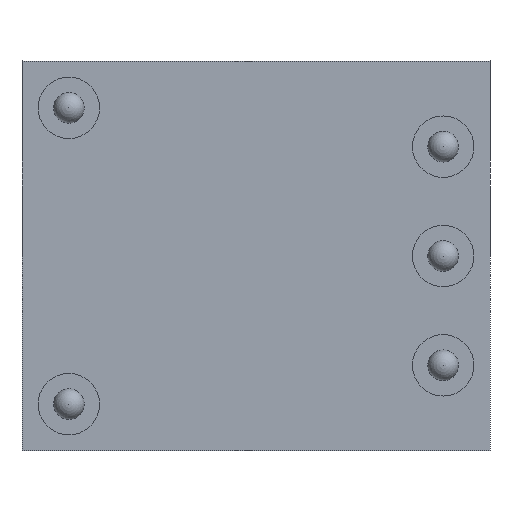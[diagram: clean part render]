
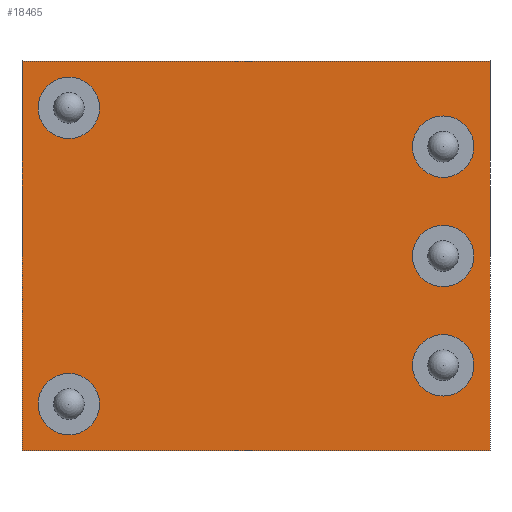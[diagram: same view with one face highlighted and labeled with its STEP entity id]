
A CAD part, front view. The second image highlights one B-rep face of the part: STEP entity #18465.
In plain terms, the highlighted planar face has unit normal (0, -1, 0).
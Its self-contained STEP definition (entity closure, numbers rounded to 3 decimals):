
#34 = CARTESIAN_POINT ( 'NONE',  ( 9.215, -1., 1. ) ) ;
#330 = EDGE_CURVE ( 'NONE', #10667, #11757, #15611, .T. ) ;
#649 = DIRECTION ( 'NONE',  ( 0., 0., -1. ) ) ;
#661 = AXIS2_PLACEMENT_3D ( 'NONE', #771, #11591, #2354 ) ;
#771 = CARTESIAN_POINT ( 'NONE',  ( 9.215, -1., 3.56 ) ) ;
#779 = VECTOR ( 'NONE', #6690, 1000. ) ;
#1036 = CARTESIAN_POINT ( 'NONE',  ( 9.215, -1., -3.56 ) ) ;
#1044 = FACE_BOUND ( 'NONE', #1320, .T. ) ;
#1058 = LINE ( 'NONE', #17623, #8820 ) ;
#1183 = EDGE_LOOP ( 'NONE', ( #3294, #17661 ) ) ;
#1320 = EDGE_LOOP ( 'NONE', ( #10306, #10995 ) ) ;
#1349 = DIRECTION ( 'NONE',  ( 0., 0., 1. ) ) ;
#1555 = CARTESIAN_POINT ( 'NONE',  ( 10.74, -1., -6.35 ) ) ;
#1660 = EDGE_LOOP ( 'NONE', ( #14296, #12296 ) ) ;
#1666 = EDGE_CURVE ( 'NONE', #5144, #14715, #8866, .T. ) ;
#1793 = AXIS2_PLACEMENT_3D ( 'NONE', #2341, #13134, #3894 ) ;
#1922 = AXIS2_PLACEMENT_3D ( 'NONE', #2292, #13085, #3850 ) ;
#2292 = CARTESIAN_POINT ( 'NONE',  ( 9.215, -1., 0. ) ) ;
#2341 = CARTESIAN_POINT ( 'NONE',  ( -2.975, -1., -4.825 ) ) ;
#2354 = DIRECTION ( 'NONE',  ( 0., 0., 1. ) ) ;
#2502 = DIRECTION ( 'NONE',  ( 0., -1., 0. ) ) ;
#2614 = DIRECTION ( 'NONE',  ( 0., 0., 1. ) ) ;
#2762 = CIRCLE ( 'NONE', #16812, 1. ) ;
#2806 = CARTESIAN_POINT ( 'NONE',  ( -4.5, -1., 6.35 ) ) ;
#2827 = CIRCLE ( 'NONE', #13128, 1. ) ;
#2947 = CARTESIAN_POINT ( 'NONE',  ( -2.975, -1., 5.825 ) ) ;
#3294 = ORIENTED_EDGE ( 'NONE', *, *, #16038, .F. ) ;
#3355 = DIRECTION ( 'NONE',  ( 0., -1., 0. ) ) ;
#3589 = EDGE_CURVE ( 'NONE', #6692, #5559, #12648, .T. ) ;
#3708 = EDGE_CURVE ( 'NONE', #14753, #6692, #19639, .T. ) ;
#3762 = EDGE_CURVE ( 'NONE', #14715, #5144, #19869, .T. ) ;
#3794 = AXIS2_PLACEMENT_3D ( 'NONE', #12605, #3355, #14168 ) ;
#3845 = CIRCLE ( 'NONE', #661, 1. ) ;
#3850 = DIRECTION ( 'NONE',  ( 0., 0., 1. ) ) ;
#3894 = DIRECTION ( 'NONE',  ( 0., 0., 1. ) ) ;
#4000 = VERTEX_POINT ( 'NONE', #6545 ) ;
#4149 = DIRECTION ( 'NONE',  ( 0., -1., 0. ) ) ;
#4159 = CARTESIAN_POINT ( 'NONE',  ( -2.975, -1., 4.825 ) ) ;
#4897 = EDGE_CURVE ( 'NONE', #12512, #12117, #18030, .T. ) ;
#4919 = ORIENTED_EDGE ( 'NONE', *, *, #8084, .T. ) ;
#5144 = VERTEX_POINT ( 'NONE', #2947 ) ;
#5559 = VERTEX_POINT ( 'NONE', #2806 ) ;
#5569 = EDGE_LOOP ( 'NONE', ( #4919, #14020, #9010, #7672 ) ) ;
#5712 = DIRECTION ( 'NONE',  ( 0., 0., 1. ) ) ;
#5961 = CARTESIAN_POINT ( 'NONE',  ( -2.975, -1., -5.825 ) ) ;
#5970 = CARTESIAN_POINT ( 'NONE',  ( -2.975, -1., 3.825 ) ) ;
#6070 = CARTESIAN_POINT ( 'NONE',  ( 9.215, -1., -2.56 ) ) ;
#6372 = CIRCLE ( 'NONE', #6555, 1. ) ;
#6545 = CARTESIAN_POINT ( 'NONE',  ( -4.5, -1., -6.35 ) ) ;
#6555 = AXIS2_PLACEMENT_3D ( 'NONE', #19873, #10638, #1349 ) ;
#6690 = DIRECTION ( 'NONE',  ( -1., 0., 0. ) ) ;
#6692 = VERTEX_POINT ( 'NONE', #12091 ) ;
#6921 = EDGE_CURVE ( 'NONE', #4000, #14753, #11463, .T. ) ;
#6976 = EDGE_CURVE ( 'NONE', #16612, #11892, #9541, .T. ) ;
#7215 = AXIS2_PLACEMENT_3D ( 'NONE', #7579, #18398, #9142 ) ;
#7579 = CARTESIAN_POINT ( 'NONE',  ( 0., -1., 0. ) ) ;
#7672 = ORIENTED_EDGE ( 'NONE', *, *, #3589, .T. ) ;
#7830 = DIRECTION ( 'NONE',  ( 0., -1., 0. ) ) ;
#8084 = EDGE_CURVE ( 'NONE', #5559, #4000, #1058, .T. ) ;
#8385 = EDGE_CURVE ( 'NONE', #12117, #12512, #2762, .T. ) ;
#8628 = CARTESIAN_POINT ( 'NONE',  ( 10.74, -1., -6.35 ) ) ;
#8798 = FACE_BOUND ( 'NONE', #1183, .T. ) ;
#8820 = VECTOR ( 'NONE', #649, 1000. ) ;
#8866 = CIRCLE ( 'NONE', #3794, 1. ) ;
#9010 = ORIENTED_EDGE ( 'NONE', *, *, #3708, .T. ) ;
#9141 = AXIS2_PLACEMENT_3D ( 'NONE', #4159, #14966, #5712 ) ;
#9142 = DIRECTION ( 'NONE',  ( 0., 0., 1. ) ) ;
#9273 = FACE_BOUND ( 'NONE', #13936, .T. ) ;
#9422 = VERTEX_POINT ( 'NONE', #17025 ) ;
#9541 = CIRCLE ( 'NONE', #12453, 1. ) ;
#9890 = CARTESIAN_POINT ( 'NONE',  ( 9.215, -1., -1. ) ) ;
#10306 = ORIENTED_EDGE ( 'NONE', *, *, #330, .F. ) ;
#10638 = DIRECTION ( 'NONE',  ( 0., -1., 0. ) ) ;
#10667 = VERTEX_POINT ( 'NONE', #13356 ) ;
#10995 = ORIENTED_EDGE ( 'NONE', *, *, #17393, .F. ) ;
#11463 = LINE ( 'NONE', #8628, #19199 ) ;
#11591 = DIRECTION ( 'NONE',  ( 0., -1., 0. ) ) ;
#11707 = DIRECTION ( 'NONE',  ( 1., 0., 0. ) ) ;
#11743 = CARTESIAN_POINT ( 'NONE',  ( -2.975, -1., -4.825 ) ) ;
#11757 = VERTEX_POINT ( 'NONE', #5961 ) ;
#11791 = CIRCLE ( 'NONE', #14154, 1. ) ;
#11861 = DIRECTION ( 'NONE',  ( 0., -1., 0. ) ) ;
#11892 = VERTEX_POINT ( 'NONE', #13913 ) ;
#12091 = CARTESIAN_POINT ( 'NONE',  ( 10.74, -1., 6.35 ) ) ;
#12117 = VERTEX_POINT ( 'NONE', #9890 ) ;
#12296 = ORIENTED_EDGE ( 'NONE', *, *, #8385, .F. ) ;
#12453 = AXIS2_PLACEMENT_3D ( 'NONE', #13389, #4149, #14958 ) ;
#12512 = VERTEX_POINT ( 'NONE', #34 ) ;
#12605 = CARTESIAN_POINT ( 'NONE',  ( -2.975, -1., 4.825 ) ) ;
#12648 = LINE ( 'NONE', #15938, #779 ) ;
#12909 = FACE_BOUND ( 'NONE', #15768, .T. ) ;
#12915 = ORIENTED_EDGE ( 'NONE', *, *, #14685, .F. ) ;
#12935 = CARTESIAN_POINT ( 'NONE',  ( 9.215, -1., 2.56 ) ) ;
#13085 = DIRECTION ( 'NONE',  ( 0., -1., 0. ) ) ;
#13128 = AXIS2_PLACEMENT_3D ( 'NONE', #11743, #2502, #13299 ) ;
#13134 = DIRECTION ( 'NONE',  ( 0., -1., 0. ) ) ;
#13299 = DIRECTION ( 'NONE',  ( 0., 0., 1. ) ) ;
#13356 = CARTESIAN_POINT ( 'NONE',  ( -2.975, -1., -3.825 ) ) ;
#13389 = CARTESIAN_POINT ( 'NONE',  ( 9.215, -1., 3.56 ) ) ;
#13567 = ORIENTED_EDGE ( 'NONE', *, *, #3762, .F. ) ;
#13913 = CARTESIAN_POINT ( 'NONE',  ( 9.215, -1., 4.56 ) ) ;
#13936 = EDGE_LOOP ( 'NONE', ( #15654, #13567 ) ) ;
#14020 = ORIENTED_EDGE ( 'NONE', *, *, #6921, .T. ) ;
#14154 = AXIS2_PLACEMENT_3D ( 'NONE', #1036, #11861, #2614 ) ;
#14168 = DIRECTION ( 'NONE',  ( 0., 0., 1. ) ) ;
#14296 = ORIENTED_EDGE ( 'NONE', *, *, #4897, .F. ) ;
#14685 = EDGE_CURVE ( 'NONE', #9422, #16346, #6372, .T. ) ;
#14715 = VERTEX_POINT ( 'NONE', #5970 ) ;
#14753 = VERTEX_POINT ( 'NONE', #1555 ) ;
#14958 = DIRECTION ( 'NONE',  ( 0., 0., 1. ) ) ;
#14966 = DIRECTION ( 'NONE',  ( 0., -1., 0. ) ) ;
#15611 = CIRCLE ( 'NONE', #1793, 1. ) ;
#15654 = ORIENTED_EDGE ( 'NONE', *, *, #1666, .F. ) ;
#15768 = EDGE_LOOP ( 'NONE', ( #18111, #12915 ) ) ;
#15938 = CARTESIAN_POINT ( 'NONE',  ( 10.74, -1., 6.35 ) ) ;
#16038 = EDGE_CURVE ( 'NONE', #11892, #16612, #3845, .T. ) ;
#16162 = EDGE_CURVE ( 'NONE', #16346, #9422, #11791, .T. ) ;
#16346 = VERTEX_POINT ( 'NONE', #6070 ) ;
#16612 = VERTEX_POINT ( 'NONE', #12935 ) ;
#16812 = AXIS2_PLACEMENT_3D ( 'NONE', #17069, #7830, #18615 ) ;
#17010 = FACE_BOUND ( 'NONE', #1660, .T. ) ;
#17025 = CARTESIAN_POINT ( 'NONE',  ( 9.215, -1., -4.56 ) ) ;
#17069 = CARTESIAN_POINT ( 'NONE',  ( 9.215, -1., 0. ) ) ;
#17393 = EDGE_CURVE ( 'NONE', #11757, #10667, #2827, .T. ) ;
#17513 = FACE_OUTER_BOUND ( 'NONE', #5569, .T. ) ;
#17623 = CARTESIAN_POINT ( 'NONE',  ( -4.5, -1., 6.35 ) ) ;
#17661 = ORIENTED_EDGE ( 'NONE', *, *, #6976, .F. ) ;
#17749 = DIRECTION ( 'NONE',  ( 0., 0., 1. ) ) ;
#18030 = CIRCLE ( 'NONE', #1922, 1. ) ;
#18111 = ORIENTED_EDGE ( 'NONE', *, *, #16162, .F. ) ;
#18398 = DIRECTION ( 'NONE',  ( 0., 1., 0. ) ) ;
#18465 = ADVANCED_FACE ( 'NONE', ( #17010, #9273, #17513, #1044, #12909, #8798 ), #19883, .F. ) ;
#18615 = DIRECTION ( 'NONE',  ( 0., 0., 1. ) ) ;
#19157 = VECTOR ( 'NONE', #17749, 1000. ) ;
#19199 = VECTOR ( 'NONE', #11707, 1000. ) ;
#19297 = CARTESIAN_POINT ( 'NONE',  ( 10.74, -1., 6.35 ) ) ;
#19639 = LINE ( 'NONE', #19297, #19157 ) ;
#19869 = CIRCLE ( 'NONE', #9141, 1. ) ;
#19873 = CARTESIAN_POINT ( 'NONE',  ( 9.215, -1., -3.56 ) ) ;
#19883 = PLANE ( 'NONE',  #7215 ) ;
